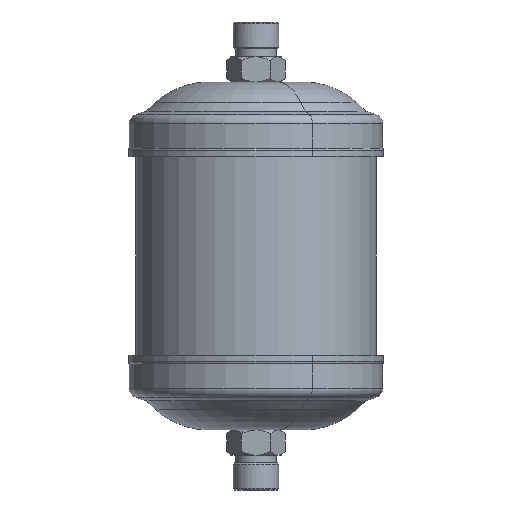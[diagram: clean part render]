
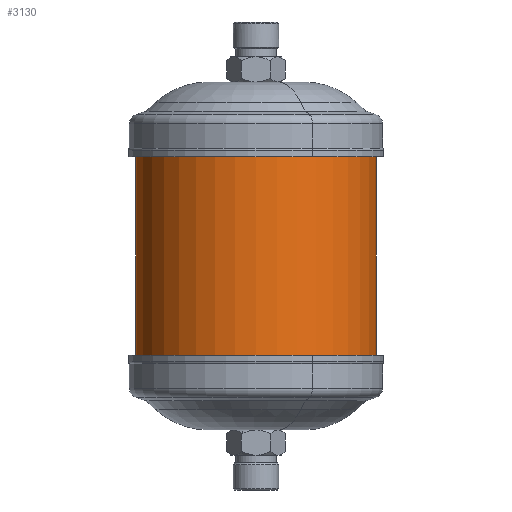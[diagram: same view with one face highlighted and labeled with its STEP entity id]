
A CAD part, front view. The second image highlights one B-rep face of the part: STEP entity #3130.
In plain terms, the highlighted cylindrical face has radius 38.1 mm (diameter 76.2 mm), a partial arc.
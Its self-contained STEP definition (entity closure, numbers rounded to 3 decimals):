
#19 = VERTEX_POINT ( 'NONE', #1288 ) ;
#77 = FACE_OUTER_BOUND ( 'NONE', #951, .T. ) ;
#153 = DIRECTION ( 'NONE',  ( -1., 0., 0. ) ) ;
#265 = LINE ( 'NONE', #1523, #442 ) ;
#367 = AXIS2_PLACEMENT_3D ( 'NONE', #819, #2986, #153 ) ;
#442 = VECTOR ( 'NONE', #3425, 1000. ) ;
#724 = VERTEX_POINT ( 'NONE', #1716 ) ;
#746 = ORIENTED_EDGE ( 'NONE', *, *, #3786, .T. ) ;
#819 = CARTESIAN_POINT ( 'NONE',  ( 0., 0., 31.4 ) ) ;
#931 = VERTEX_POINT ( 'NONE', #3185 ) ;
#951 = EDGE_LOOP ( 'NONE', ( #4003, #1034, #3152, #746 ) ) ;
#1034 = ORIENTED_EDGE ( 'NONE', *, *, #1645, .T. ) ;
#1126 = VERTEX_POINT ( 'NONE', #3666 ) ;
#1165 = DIRECTION ( 'NONE',  ( 0., 0., 1. ) ) ;
#1268 = CARTESIAN_POINT ( 'NONE',  ( -38.1, 0., 42. ) ) ;
#1272 = AXIS2_PLACEMENT_3D ( 'NONE', #1470, #1165, #1802 ) ;
#1288 = CARTESIAN_POINT ( 'NONE',  ( -38.1, 0., 31.4 ) ) ;
#1470 = CARTESIAN_POINT ( 'NONE',  ( 0., 0., -31.4 ) ) ;
#1523 = CARTESIAN_POINT ( 'NONE',  ( 38.1, 0., 42. ) ) ;
#1617 = LINE ( 'NONE', #1268, #3475 ) ;
#1626 = DIRECTION ( 'NONE',  ( 0., 0., -1. ) ) ;
#1645 = EDGE_CURVE ( 'NONE', #724, #19, #4049, .T. ) ;
#1716 = CARTESIAN_POINT ( 'NONE',  ( 38.1, 0., 31.4 ) ) ;
#1802 = DIRECTION ( 'NONE',  ( 1., 0., 0. ) ) ;
#1809 = EDGE_CURVE ( 'NONE', #19, #931, #1617, .T. ) ;
#2544 = DIRECTION ( 'NONE',  ( -1., 0., 0. ) ) ;
#2986 = DIRECTION ( 'NONE',  ( 0., 0., -1. ) ) ;
#3060 = CIRCLE ( 'NONE', #1272, 38.1 ) ;
#3130 = ADVANCED_FACE ( 'NONE', ( #77 ), #3245, .T. ) ;
#3152 = ORIENTED_EDGE ( 'NONE', *, *, #1809, .T. ) ;
#3181 = DIRECTION ( 'NONE',  ( 0., 0., -1. ) ) ;
#3185 = CARTESIAN_POINT ( 'NONE',  ( -38.1, 0., -31.4 ) ) ;
#3245 = CYLINDRICAL_SURFACE ( 'NONE', #3355, 38.1 ) ;
#3267 = CARTESIAN_POINT ( 'NONE',  ( 0., 0., 42. ) ) ;
#3355 = AXIS2_PLACEMENT_3D ( 'NONE', #3267, #1626, #2544 ) ;
#3425 = DIRECTION ( 'NONE',  ( 0., 0., -1. ) ) ;
#3475 = VECTOR ( 'NONE', #3181, 1000. ) ;
#3517 = EDGE_CURVE ( 'NONE', #724, #1126, #265, .T. ) ;
#3666 = CARTESIAN_POINT ( 'NONE',  ( 38.1, 0., -31.4 ) ) ;
#3786 = EDGE_CURVE ( 'NONE', #931, #1126, #3060, .T. ) ;
#4003 = ORIENTED_EDGE ( 'NONE', *, *, #3517, .F. ) ;
#4049 = CIRCLE ( 'NONE', #367, 38.1 ) ;
